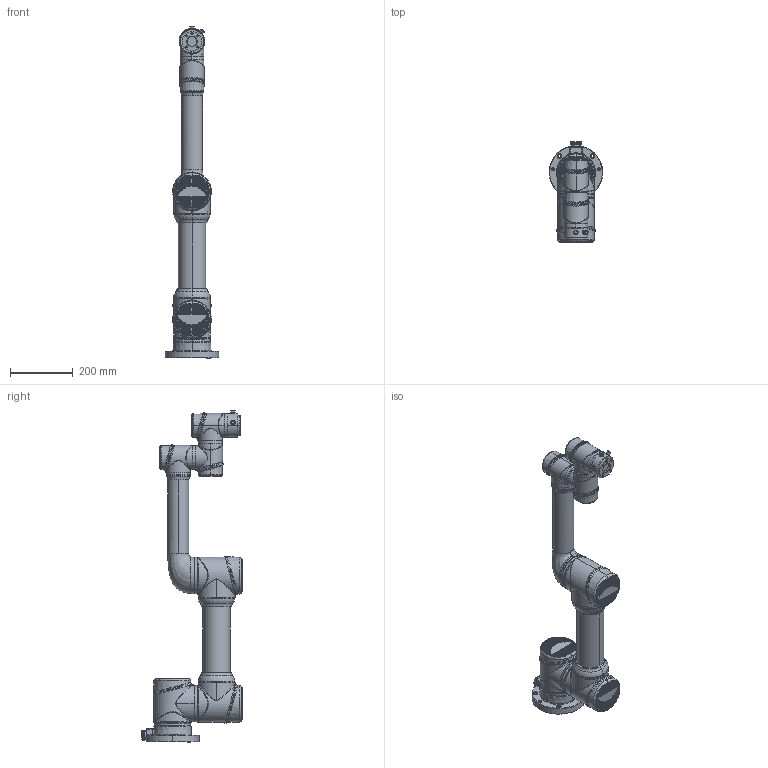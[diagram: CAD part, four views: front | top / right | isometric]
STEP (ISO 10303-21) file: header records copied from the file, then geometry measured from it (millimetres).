
FILE_DESCRIPTION (( 'STEP AP214' ), '1' );
FILE_NAME ('i5H.STEP', '2024-10-22T06:43:26', ( '' ), ( '' ), 'SwSTEP 2.0', 'SolidWorks 2022', '' );
FILE_SCHEMA (( 'AUTOMOTIVE_DESIGN' ));
Length unit declared in the file: millimetre
Products named in the file (8): i5H-末端; i5-底座; i5-ID5; i5-一体化小臂11; i5H; i5-ID6; i5-大臂; i5-ID1
Assembly tree (7 placements, depth 2):
  i5H
    i5-底座
    i5-ID1
    i5-大臂
    i5-ID5
    i5-ID6
    i5H-末端
    i5-一体化小臂11
Bounding box: 170.35 x 319.65 x 1057.5 mm (x, y, z)
Volume: 11584901.3 mm3; surface area: 755018.6 mm2
Topology: 8 solids, 40 shells, 3314 faces, 7914 edges, 4787 vertices
Faces by surface type: plane 1131, cylinder 772, bspline 771, torus 335, cone 283, sphere 22
Entity records: 235705 total; most frequent: CARTESIAN_POINT 130637, ORIENTED_EDGE 15698, DIRECTION 13555, EDGE_CURVE 7851, AXIS2_PLACEMENT_3D 5336, VERTEX_POINT 4785, EDGE_LOOP 3530, ADVANCED_FACE 3314
